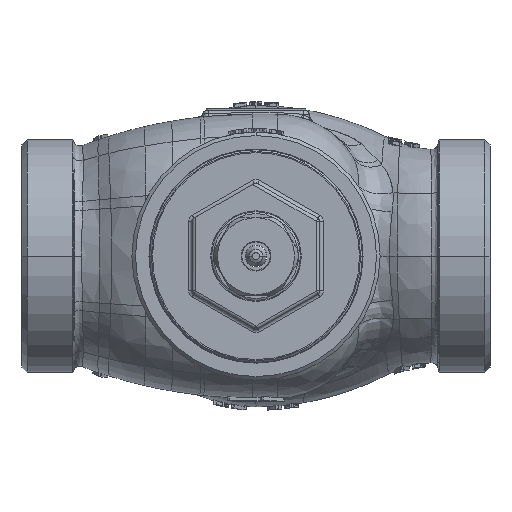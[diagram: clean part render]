
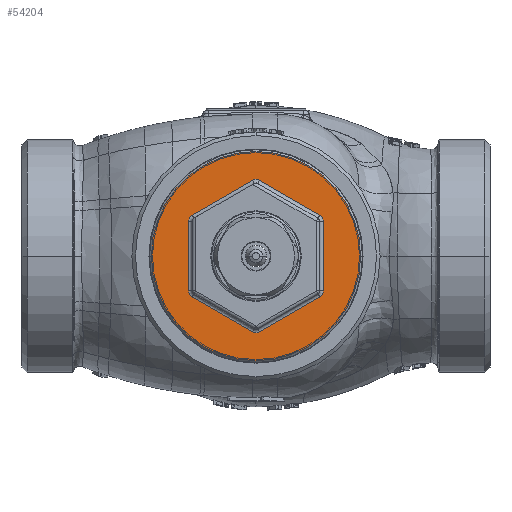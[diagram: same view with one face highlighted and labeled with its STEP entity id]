
A CAD part, front view. The second image highlights one B-rep face of the part: STEP entity #54204.
In plain terms, the highlighted face is planar.
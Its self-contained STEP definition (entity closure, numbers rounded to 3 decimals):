
#53054=CARTESIAN_POINT('',(0.,30.3,
0.));
#53055=DIRECTION('',(0.,1.,0.));
#53056=DIRECTION('',(1.,0.,0.));
#53057=AXIS2_PLACEMENT_3D('',#53054,#53055,#53056);
#53059=CARTESIAN_POINT('',(0.,30.3,
0.));
#53060=DIRECTION('',(0.,1.,0.));
#53061=DIRECTION('',(-1.,0.,0.));
#53062=AXIS2_PLACEMENT_3D('',#53059,#53060,#53061);
#53064=DIRECTION('',(0.,0.,-1.));
#53065=VECTOR('',#53064,19.63);
#53066=CARTESIAN_POINT('',(19.,30.3,9.815));
#53067=LINE('',#53066,#53065);
#53068=CARTESIAN_POINT('',(17.,30.3,-9.815));
#53069=DIRECTION('',(0.,-1.,0.));
#53070=DIRECTION('',(0.5,0.,-0.866));
#53071=AXIS2_PLACEMENT_3D('',#53068,#53069,#53070);
#53073=DIRECTION('',(-0.866,0.,-0.5));
#53074=VECTOR('',#53073,19.63);
#53075=CARTESIAN_POINT('',(18.,30.3,-11.547));
#53076=LINE('',#53075,#53074);
#53077=CARTESIAN_POINT('',(0.,30.3,-19.63));
#53078=DIRECTION('',(0.,-1.,0.));
#53079=DIRECTION('',(-0.5,0.,-0.866));
#53080=AXIS2_PLACEMENT_3D('',#53077,#53078,#53079);
#53082=DIRECTION('',(-0.866,0.,0.5));
#53083=VECTOR('',#53082,19.63);
#53084=CARTESIAN_POINT('',(-1.,30.3,-21.362));
#53085=LINE('',#53084,#53083);
#53086=CARTESIAN_POINT('',(-17.,30.3,-9.815));
#53087=DIRECTION('',(0.,-1.,0.));
#53088=DIRECTION('',(-1.,0.,0.));
#53089=AXIS2_PLACEMENT_3D('',#53086,#53087,#53088);
#53091=DIRECTION('',(0.,0.,1.));
#53092=VECTOR('',#53091,19.63);
#53093=CARTESIAN_POINT('',(-19.,30.3,-9.815));
#53094=LINE('',#53093,#53092);
#53095=CARTESIAN_POINT('',(-17.,30.3,9.815));
#53096=DIRECTION('',(0.,-1.,0.));
#53097=DIRECTION('',(-0.5,0.,0.866));
#53098=AXIS2_PLACEMENT_3D('',#53095,#53096,#53097);
#53100=DIRECTION('',(0.866,0.,0.5));
#53101=VECTOR('',#53100,19.63);
#53102=CARTESIAN_POINT('',(-18.,30.3,11.547));
#53103=LINE('',#53102,#53101);
#53104=CARTESIAN_POINT('',(0.,30.3,19.63));
#53105=DIRECTION('',(0.,-1.,0.));
#53106=DIRECTION('',(0.5,0.,0.866));
#53107=AXIS2_PLACEMENT_3D('',#53104,#53105,#53106);
#53109=DIRECTION('',(0.866,0.,-0.5));
#53110=VECTOR('',#53109,19.63);
#53111=CARTESIAN_POINT('',(1.,30.3,21.362));
#53112=LINE('',#53111,#53110);
#53113=CARTESIAN_POINT('',(17.,30.3,9.815));
#53114=DIRECTION('',(0.,-1.,0.));
#53115=DIRECTION('',(1.,0.,0.));
#53116=AXIS2_PLACEMENT_3D('',#53113,#53114,#53115);
#54050=CARTESIAN_POINT('',(29.5,30.3,0.));
#54051=CARTESIAN_POINT('',(-29.5,30.3,0.));
#54052=VERTEX_POINT('',#54050);
#54053=VERTEX_POINT('',#54051);
#54070=CARTESIAN_POINT('',(19.,30.3,9.815));
#54071=CARTESIAN_POINT('',(19.,30.3,-9.815));
#54072=VERTEX_POINT('',#54070);
#54073=VERTEX_POINT('',#54071);
#54106=CARTESIAN_POINT('',(-19.,30.3,-9.815));
#54107=CARTESIAN_POINT('',(-19.,30.3,9.815));
#54108=VERTEX_POINT('',#54106);
#54109=VERTEX_POINT('',#54107);
#54112=CARTESIAN_POINT('',(-1.,30.3,-21.362));
#54113=CARTESIAN_POINT('',(-18.,30.3,-11.547));
#54114=VERTEX_POINT('',#54112);
#54115=VERTEX_POINT('',#54113);
#54116=CARTESIAN_POINT('',(18.,30.3,-11.547));
#54117=CARTESIAN_POINT('',(1.,30.3,-21.362));
#54118=VERTEX_POINT('',#54116);
#54119=VERTEX_POINT('',#54117);
#54132=CARTESIAN_POINT('',(1.,30.3,21.362));
#54133=CARTESIAN_POINT('',(18.,30.3,11.547));
#54134=VERTEX_POINT('',#54132);
#54135=VERTEX_POINT('',#54133);
#54147=CARTESIAN_POINT('',(-18.,30.3,11.547));
#54148=CARTESIAN_POINT('',(-1.,30.3,21.362));
#54149=VERTEX_POINT('',#54147);
#54150=VERTEX_POINT('',#54148);
#54167=CARTESIAN_POINT('',(0.,30.3,0.));
#54168=DIRECTION('',(0.,-1.,0.));
#54169=DIRECTION('',(-1.,0.,0.));
#54170=AXIS2_PLACEMENT_3D('',#54167,#54168,#54169);
#54171=PLANE('',#54170);
#54173=ORIENTED_EDGE('',*,*,#54172,.F.);
#54175=ORIENTED_EDGE('',*,*,#54174,.F.);
#54176=EDGE_LOOP('',(#54173,#54175));
#54177=FACE_OUTER_BOUND('',#54176,.F.);
#54179=ORIENTED_EDGE('',*,*,#54178,.T.);
#54181=ORIENTED_EDGE('',*,*,#54180,.F.);
#54183=ORIENTED_EDGE('',*,*,#54182,.T.);
#54185=ORIENTED_EDGE('',*,*,#54184,.F.);
#54187=ORIENTED_EDGE('',*,*,#54186,.T.);
#54189=ORIENTED_EDGE('',*,*,#54188,.F.);
#54191=ORIENTED_EDGE('',*,*,#54190,.T.);
#54193=ORIENTED_EDGE('',*,*,#54192,.F.);
#54195=ORIENTED_EDGE('',*,*,#54194,.T.);
#54197=ORIENTED_EDGE('',*,*,#54196,.F.);
#54199=ORIENTED_EDGE('',*,*,#54198,.T.);
#54201=ORIENTED_EDGE('',*,*,#54200,.F.);
#54202=EDGE_LOOP('',(#54179,#54181,#54183,#54185,#54187,#54189,#54191,#54193,
#54195,#54197,#54199,#54201));
#54203=FACE_BOUND('',#54202,.F.);
#54204=ADVANCED_FACE('',(#54177,#54203),#54171,.F.);
#53058=CIRCLE('',#53057,29.5);
#53063=CIRCLE('',#53062,29.5);
#53072=CIRCLE('',#53071,2.);
#53081=CIRCLE('',#53080,2.);
#53090=CIRCLE('',#53089,2.);
#53099=CIRCLE('',#53098,2.);
#53108=CIRCLE('',#53107,2.);
#53117=CIRCLE('',#53116,2.);
#54172=EDGE_CURVE('',#54052,#54053,#53058,.T.);
#54174=EDGE_CURVE('',#54053,#54052,#53063,.T.);
#54178=EDGE_CURVE('',#54072,#54073,#53067,.T.);
#54180=EDGE_CURVE('',#54118,#54073,#53072,.T.);
#54182=EDGE_CURVE('',#54118,#54119,#53076,.T.);
#54184=EDGE_CURVE('',#54114,#54119,#53081,.T.);
#54186=EDGE_CURVE('',#54114,#54115,#53085,.T.);
#54188=EDGE_CURVE('',#54108,#54115,#53090,.T.);
#54190=EDGE_CURVE('',#54108,#54109,#53094,.T.);
#54192=EDGE_CURVE('',#54149,#54109,#53099,.T.);
#54194=EDGE_CURVE('',#54149,#54150,#53103,.T.);
#54196=EDGE_CURVE('',#54134,#54150,#53108,.T.);
#54198=EDGE_CURVE('',#54134,#54135,#53112,.T.);
#54200=EDGE_CURVE('',#54072,#54135,#53117,.T.);
